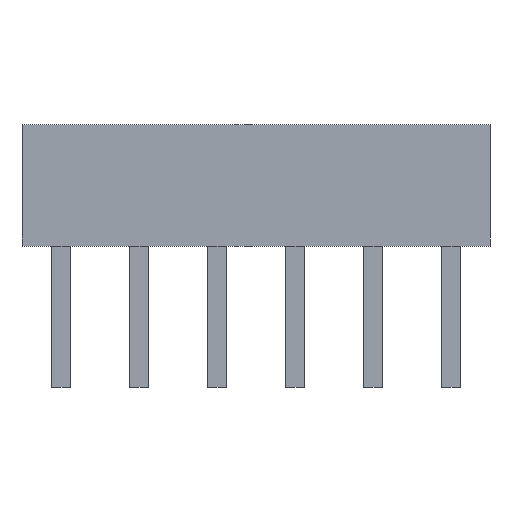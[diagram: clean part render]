
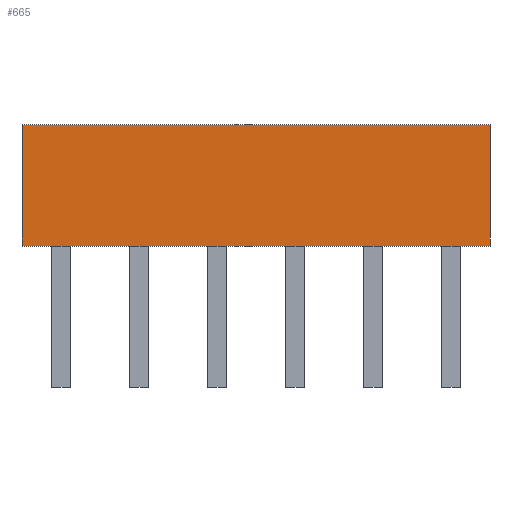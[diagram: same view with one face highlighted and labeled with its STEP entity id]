
A CAD part, left-side view. The second image highlights one B-rep face of the part: STEP entity #665.
In plain terms, the highlighted planar face has unit normal (-1, 0, 0).
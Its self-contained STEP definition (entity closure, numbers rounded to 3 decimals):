
#63=FACE_OUTER_BOUND('',#105,.T.);
#105=EDGE_LOOP('',(#563,#564,#565,#566));
#183=LINE('',#1063,#267);
#184=LINE('',#1065,#268);
#185=LINE('',#1067,#269);
#186=LINE('',#1068,#270);
#267=VECTOR('',#881,10.);
#268=VECTOR('',#882,10.);
#269=VECTOR('',#883,10.);
#270=VECTOR('',#884,10.);
#327=VERTEX_POINT('',#1061);
#328=VERTEX_POINT('',#1062);
#329=VERTEX_POINT('',#1064);
#330=VERTEX_POINT('',#1066);
#407=EDGE_CURVE('',#327,#328,#183,.T.);
#408=EDGE_CURVE('',#327,#329,#184,.T.);
#409=EDGE_CURVE('',#330,#329,#185,.T.);
#410=EDGE_CURVE('',#328,#330,#186,.T.);
#563=ORIENTED_EDGE('',*,*,#407,.F.);
#564=ORIENTED_EDGE('',*,*,#408,.T.);
#565=ORIENTED_EDGE('',*,*,#409,.F.);
#566=ORIENTED_EDGE('',*,*,#410,.F.);
#623=PLANE('',#727);
#665=ADVANCED_FACE('',(#63),#623,.T.);
#727=AXIS2_PLACEMENT_3D('',#1060,#879,#880);
#879=DIRECTION('center_axis',(-1.,0.,0.));
#880=DIRECTION('ref_axis',(0.,-1.,0.));
#881=DIRECTION('',(0.,1.,0.));
#882=DIRECTION('',(0.,0.,1.));
#883=DIRECTION('',(0.,-1.,0.));
#884=DIRECTION('',(0.,0.,1.));
#1060=CARTESIAN_POINT('Origin',(-1.25,7.62,1.));
#1061=CARTESIAN_POINT('',(-1.25,-7.62,1.));
#1062=CARTESIAN_POINT('',(-1.25,7.62,1.));
#1063=CARTESIAN_POINT('',(-1.25,-7.62,1.));
#1064=CARTESIAN_POINT('',(-1.25,-7.62,4.95));
#1065=CARTESIAN_POINT('',(-1.25,-7.62,1.));
#1066=CARTESIAN_POINT('',(-1.25,7.62,4.95));
#1067=CARTESIAN_POINT('',(-1.25,-7.62,4.95));
#1068=CARTESIAN_POINT('',(-1.25,7.62,1.));
